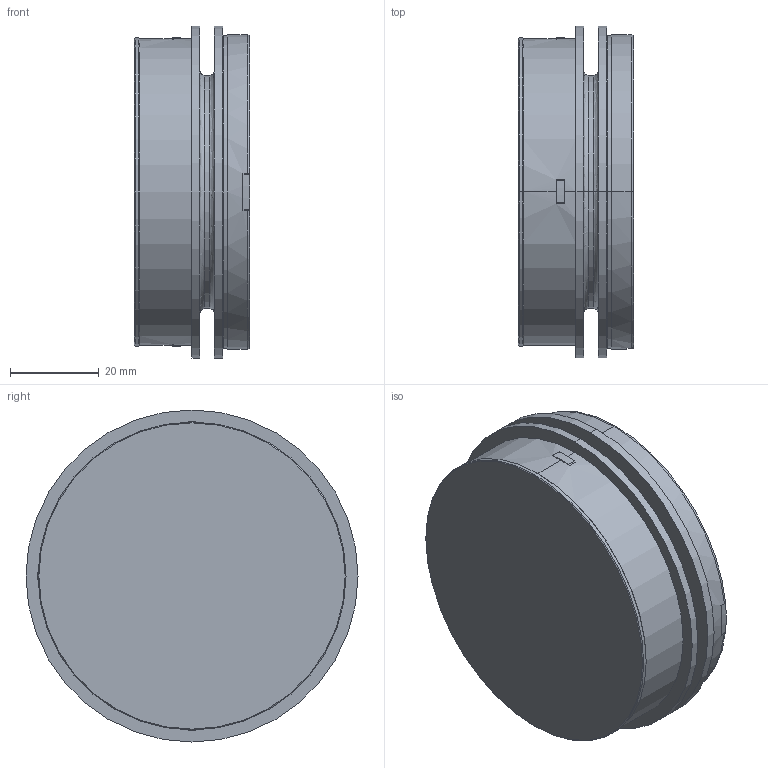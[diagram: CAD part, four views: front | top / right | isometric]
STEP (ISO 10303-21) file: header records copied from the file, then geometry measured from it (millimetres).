
FILE_DESCRIPTION (( 'STEP AP203' ), '1' );
FILE_NAME ('31105_Default_sldprt.STEP', '2025-12-17T08:34:05', ( '' ), ( '' ), 'SwSTEP 2.0', 'SolidWorks 2020', '' );
FILE_SCHEMA (( 'CONFIG_CONTROL_DESIGN' ));
Length unit declared in the file: centimetre
Products named in the file (1): 31105_Default_sldprt
Bounding box: 26 x 75 x 75 mm (x, y, z)
Volume: 87443.9 mm3; surface area: 23214.3 mm2
Topology: 1 solids, 2 shells, 65 faces, 145 edges, 90 vertices
Faces by surface type: plane 26, cylinder 24, bspline 8, cone 7
Entity records: 2475 total; most frequent: CARTESIAN_POINT 953, DIRECTION 316, ORIENTED_EDGE 290, EDGE_CURVE 145, AXIS2_PLACEMENT_3D 125, VERTEX_POINT 90, EDGE_LOOP 71, CIRCLE 67
